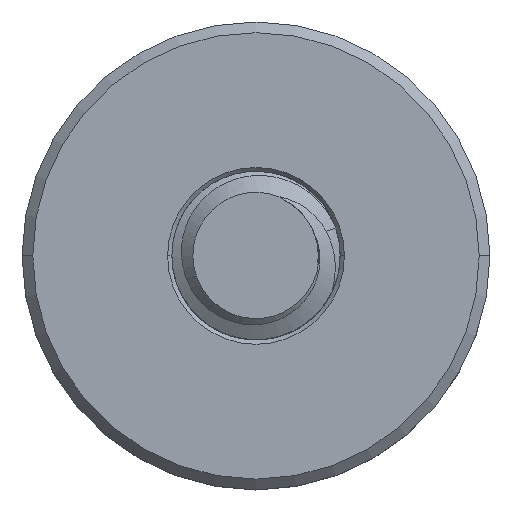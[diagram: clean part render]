
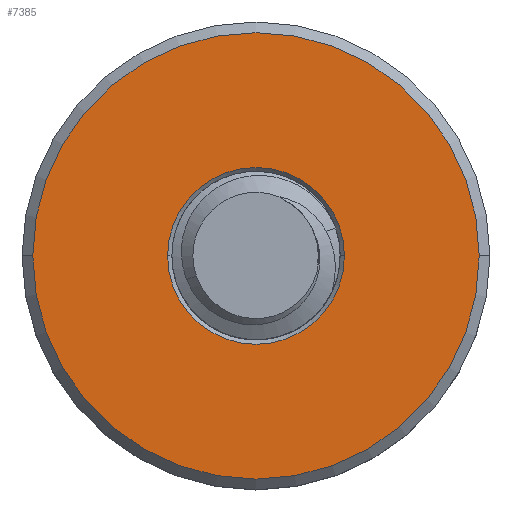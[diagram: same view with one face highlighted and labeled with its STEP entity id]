
A CAD part, top view. The second image highlights one B-rep face of the part: STEP entity #7385.
In plain terms, the highlighted planar face has unit normal (0, 0, 1).
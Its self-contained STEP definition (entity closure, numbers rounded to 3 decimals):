
#46 = CARTESIAN_POINT ( 'NONE',  ( 0., 0., 0. ) ) ;
#464 = EDGE_CURVE ( 'NONE', #7620, #11384, #4131, .T. ) ;
#510 = PLANE ( 'NONE',  #3489 ) ;
#734 = AXIS2_PLACEMENT_3D ( 'NONE', #4754, #11872, #12938 ) ;
#1435 = FACE_OUTER_BOUND ( 'NONE', #7603, .T. ) ;
#1521 = AXIS2_PLACEMENT_3D ( 'NONE', #4338, #12530, #3265 ) ;
#2041 = EDGE_CURVE ( 'NONE', #4580, #3295, #9728, .T. ) ;
#2208 = ORIENTED_EDGE ( 'NONE', *, *, #2041, .F. ) ;
#2246 = EDGE_LOOP ( 'NONE', ( #2208, #11647 ) ) ;
#2436 = FACE_BOUND ( 'NONE', #2246, .T. ) ;
#2817 = DIRECTION ( 'NONE',  ( 0., 0., 1. ) ) ;
#3196 = CIRCLE ( 'NONE', #12990, 1.051 ) ;
#3265 = DIRECTION ( 'NONE',  ( 1., 0., 0. ) ) ;
#3295 = VERTEX_POINT ( 'NONE', #3590 ) ;
#3489 = AXIS2_PLACEMENT_3D ( 'NONE', #4567, #2817, #9885 ) ;
#3590 = CARTESIAN_POINT ( 'NONE',  ( -1.051, 0., 0. ) ) ;
#3877 = EDGE_CURVE ( 'NONE', #3295, #4580, #3196, .T. ) ;
#4131 = CIRCLE ( 'NONE', #734, 2.653 ) ;
#4338 = CARTESIAN_POINT ( 'NONE',  ( 0., 0., 0. ) ) ;
#4567 = CARTESIAN_POINT ( 'NONE',  ( 0., 0., 0. ) ) ;
#4580 = VERTEX_POINT ( 'NONE', #12409 ) ;
#4754 = CARTESIAN_POINT ( 'NONE',  ( 0., 0., 0. ) ) ;
#4958 = CARTESIAN_POINT ( 'NONE',  ( 0., 0., 0. ) ) ;
#5041 = CARTESIAN_POINT ( 'NONE',  ( -2.653, 0., 0. ) ) ;
#5061 = ORIENTED_EDGE ( 'NONE', *, *, #464, .T. ) ;
#7385 = ADVANCED_FACE ( 'NONE', ( #2436, #1435 ), #510, .T. ) ;
#7468 = CARTESIAN_POINT ( 'NONE',  ( 2.653, 0., 0. ) ) ;
#7603 = EDGE_LOOP ( 'NONE', ( #8194, #5061 ) ) ;
#7620 = VERTEX_POINT ( 'NONE', #7468 ) ;
#8194 = ORIENTED_EDGE ( 'NONE', *, *, #9295, .T. ) ;
#9295 = EDGE_CURVE ( 'NONE', #11384, #7620, #10881, .T. ) ;
#9303 = DIRECTION ( 'NONE',  ( 1., 0., 0. ) ) ;
#9728 = CIRCLE ( 'NONE', #11855, 1.051 ) ;
#9885 = DIRECTION ( 'NONE',  ( 1., 0., 0. ) ) ;
#10432 = DIRECTION ( 'NONE',  ( 0., 0., 1. ) ) ;
#10881 = CIRCLE ( 'NONE', #1521, 2.653 ) ;
#11384 = VERTEX_POINT ( 'NONE', #5041 ) ;
#11647 = ORIENTED_EDGE ( 'NONE', *, *, #3877, .F. ) ;
#11855 = AXIS2_PLACEMENT_3D ( 'NONE', #46, #10432, #9303 ) ;
#11872 = DIRECTION ( 'NONE',  ( 0., 0., 1. ) ) ;
#12409 = CARTESIAN_POINT ( 'NONE',  ( 1.051, 0., 0. ) ) ;
#12530 = DIRECTION ( 'NONE',  ( 0., 0., 1. ) ) ;
#12938 = DIRECTION ( 'NONE',  ( 1., 0., 0. ) ) ;
#12990 = AXIS2_PLACEMENT_3D ( 'NONE', #4958, #13082, #13019 ) ;
#13019 = DIRECTION ( 'NONE',  ( 1., 0., 0. ) ) ;
#13082 = DIRECTION ( 'NONE',  ( 0., 0., 1. ) ) ;
